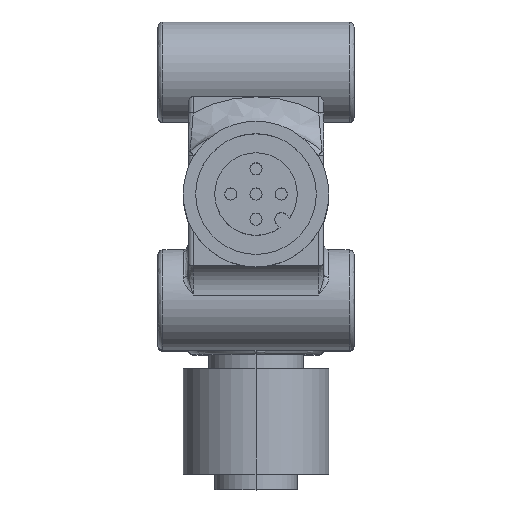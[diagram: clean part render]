
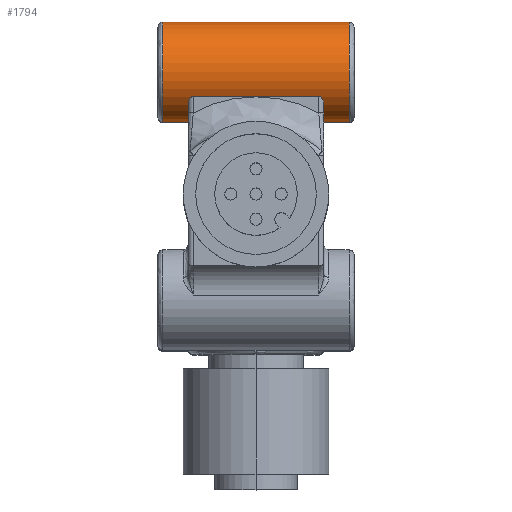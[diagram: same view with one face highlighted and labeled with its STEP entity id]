
A CAD part, top view. The second image highlights one B-rep face of the part: STEP entity #1794.
In plain terms, the highlighted cylindrical face has radius 5 mm (diameter 10 mm), a partial arc.
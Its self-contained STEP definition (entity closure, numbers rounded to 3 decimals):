
#359 = VECTOR ( 'NONE', #9213, 1000. ) ;
#1592 = ORIENTED_EDGE ( 'NONE', *, *, #12176, .T. ) ;
#1794 = ADVANCED_FACE ( 'NONE', ( #3592 ), #3500, .T. ) ;
#3500 = CYLINDRICAL_SURFACE ( 'NONE', #10383, 5. ) ;
#3592 = FACE_OUTER_BOUND ( 'NONE', #12374, .T. ) ;
#3909 = ORIENTED_EDGE ( 'NONE', *, *, #13688, .T. ) ;
#4029 = AXIS2_PLACEMENT_3D ( 'NONE', #13502, #13472, #13470 ) ;
#4761 = CARTESIAN_POINT ( 'NONE',  ( -9.25, 7.2, 18. ) ) ;
#5104 = CARTESIAN_POINT ( 'NONE',  ( 9.25, 7.2, 18. ) ) ;
#7756 = AXIS2_PLACEMENT_3D ( 'NONE', #10751, #10747, #10710 ) ;
#8296 = CIRCLE ( 'NONE', #4029, 5. ) ;
#8301 = VERTEX_POINT ( 'NONE', #5104 ) ;
#9111 = CARTESIAN_POINT ( 'NONE',  ( 9.75, 7.2, 18. ) ) ;
#9213 = DIRECTION ( 'NONE',  ( -1., 0., 0. ) ) ;
#10383 = AXIS2_PLACEMENT_3D ( 'NONE', #12752, #12558, #12787 ) ;
#10400 = VERTEX_POINT ( 'NONE', #10997 ) ;
#10710 = DIRECTION ( 'NONE',  ( 0., -1., 0. ) ) ;
#10747 = DIRECTION ( 'NONE',  ( 1., 0., 0. ) ) ;
#10751 = CARTESIAN_POINT ( 'NONE',  ( -9.25, 12.2, 18. ) ) ;
#10997 = CARTESIAN_POINT ( 'NONE',  ( -9.25, 17.2, 18. ) ) ;
#11662 = ORIENTED_EDGE ( 'NONE', *, *, #12319, .T. ) ;
#11813 = ORIENTED_EDGE ( 'NONE', *, *, #15356, .F. ) ;
#12176 = EDGE_CURVE ( 'NONE', #8301, #13418, #8296, .T. ) ;
#12319 = EDGE_CURVE ( 'NONE', #10400, #18545, #16525, .T. ) ;
#12374 = EDGE_LOOP ( 'NONE', ( #1592, #3909, #11662, #11813 ) ) ;
#12558 = DIRECTION ( 'NONE',  ( -1., 0., 0. ) ) ;
#12752 = CARTESIAN_POINT ( 'NONE',  ( 9.75, 12.2, 18. ) ) ;
#12787 = DIRECTION ( 'NONE',  ( 0., -1., 0. ) ) ;
#13418 = VERTEX_POINT ( 'NONE', #16523 ) ;
#13470 = DIRECTION ( 'NONE',  ( 0., -1., 0. ) ) ;
#13472 = DIRECTION ( 'NONE',  ( -1., 0., 0. ) ) ;
#13502 = CARTESIAN_POINT ( 'NONE',  ( 9.25, 12.2, 18. ) ) ;
#13688 = EDGE_CURVE ( 'NONE', #13418, #10400, #16800, .T. ) ;
#15356 = EDGE_CURVE ( 'NONE', #8301, #18545, #16735, .T. ) ;
#16523 = CARTESIAN_POINT ( 'NONE',  ( 9.25, 17.2, 18. ) ) ;
#16525 = CIRCLE ( 'NONE', #7756, 5. ) ;
#16735 = LINE ( 'NONE', #9111, #359 ) ;
#16800 = LINE ( 'NONE', #17985, #18181 ) ;
#17913 = DIRECTION ( 'NONE',  ( -1., 0., 0. ) ) ;
#17985 = CARTESIAN_POINT ( 'NONE',  ( 9.75, 17.2, 18. ) ) ;
#18181 = VECTOR ( 'NONE', #17913, 1000. ) ;
#18545 = VERTEX_POINT ( 'NONE', #4761 ) ;
